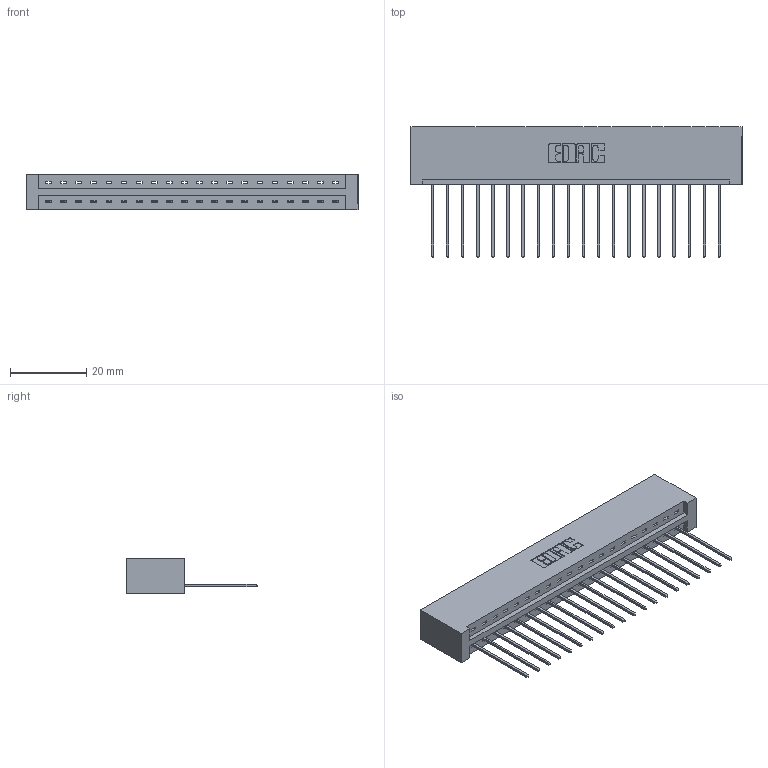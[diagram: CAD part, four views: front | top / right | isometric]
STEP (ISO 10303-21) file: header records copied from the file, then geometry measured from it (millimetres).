
FILE_DESCRIPTION (( 'STEP AP203' ), '1' );
FILE_NAME ('387-020-541-101.STEP', '2018-09-13T09:59:19', ( '' ), ( '' ), 'SwSTEP 2.0', 'SolidWorks 2016', '' );
FILE_SCHEMA (( 'CONFIG_CONTROL_DESIGN' ));
Length unit declared in the file: inch
Products named in the file (3): 337 Part_No Mounting Lugs; 345-292-001_345-293-141; 387-020-541-101
Assembly tree (21 placements, depth 2):
  387-020-541-101
    337 Part_No Mounting Lugs
    345-292-001_345-293-141  x20
Bounding box: 87.12 x 34.3 x 9.4 mm (x, y, z)
Volume: 9584.3 mm3; surface area: 10169.2 mm2
Topology: 21 solids, 21 shells, 1346 faces, 4047 edges, 2670 vertices
Faces by surface type: plane 986, cylinder 360
Entity records: 17453 total; most frequent: CARTESIAN_POINT 3046, ORIENTED_EDGE 3002, DIRECTION 2601, EDGE_CURVE 1501, LINE 1381, VECTOR 1381, VERTEX_POINT 998, AXIS2_PLACEMENT_3D 610
